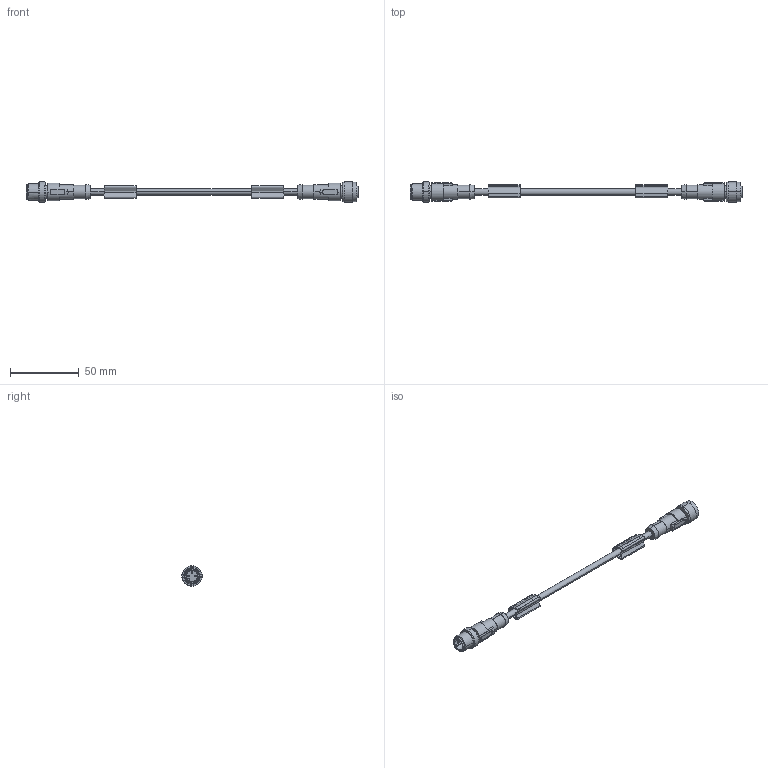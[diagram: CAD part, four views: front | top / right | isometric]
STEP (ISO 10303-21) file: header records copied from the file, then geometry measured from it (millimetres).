
FILE_DESCRIPTION(('SolidDesigner STEP Export'),'2;1');
FILE_NAME('1668331.stp','2011-11-30T11:06:41',(''),(''),'CoCreate Modeling STEP processor for AP214 (Solid Model)','CoCreate Modeling 16.00A 16-Aug-2008 (C) Parametric Technology GmbH','');
FILE_SCHEMA(('AUTOMOTIVE_DESIGN { 1 0 10303 214 1 1 1 1 }'));
Length unit declared in the file: millimetre
Products named in the file (2): 1668331
Assembly tree (1 placements, depth 2):
  1668331
    1668331
Bounding box: 240.8 x 14.8 x 14.8 mm (x, y, z)
Volume: 12455.4 mm3; surface area: 10462 mm2
Topology: 1 solids, 1 shells, 368 faces, 998 edges, 662 vertices
Faces by surface type: cylinder 159, plane 126, cone 47, extrusion 36
Entity records: 14982 total; most frequent: CARTESIAN_POINT 4368, ORIENTED_EDGE 1996, DIRECTION 1459, EDGE_CURVE 998, VERTEX_POINT 662, VECTOR 497, AXIS2_PLACEMENT_3D 481, LINE 461
